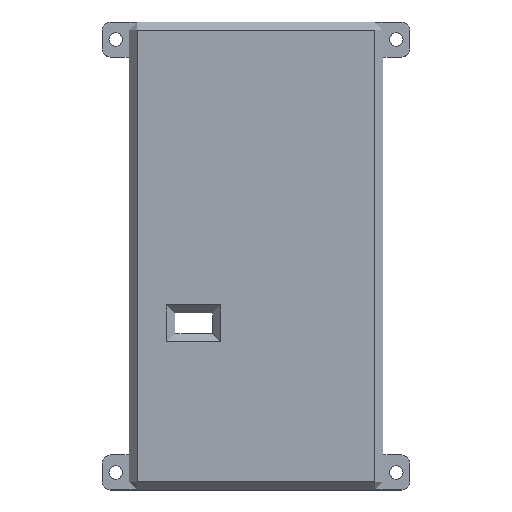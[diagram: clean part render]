
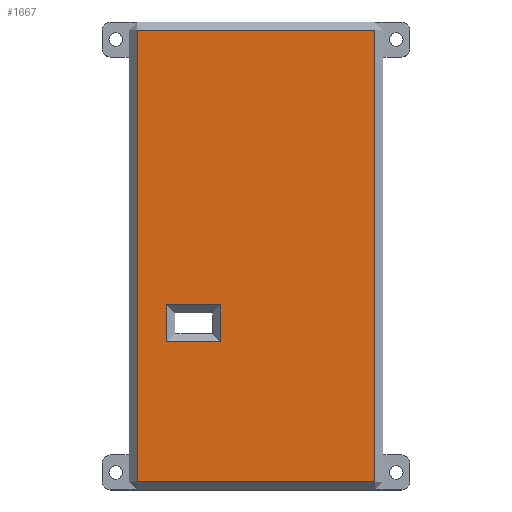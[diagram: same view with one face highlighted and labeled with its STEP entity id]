
A CAD part, top view. The second image highlights one B-rep face of the part: STEP entity #1667.
In plain terms, the highlighted planar face has unit normal (0, 0, 1).
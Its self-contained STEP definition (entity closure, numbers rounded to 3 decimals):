
#36 = LINE ( 'NONE', #1322, #1996 ) ;
#63 = CARTESIAN_POINT ( 'NONE',  ( 41.34, 12.52, 8.5 ) ) ;
#102 = DIRECTION ( 'NONE',  ( 0., 1., 0. ) ) ;
#174 = DIRECTION ( 'NONE',  ( 0., -1., 0. ) ) ;
#331 = CARTESIAN_POINT ( 'NONE',  ( 42.84, -72.869, 8.5 ) ) ;
#337 = VERTEX_POINT ( 'NONE', #2447 ) ;
#398 = VECTOR ( 'NONE', #102, 1000. ) ;
#480 = DIRECTION ( 'NONE',  ( 0., 1., 0. ) ) ;
#557 = CARTESIAN_POINT ( 'NONE',  ( -2.765, 11.02, 8.5 ) ) ;
#575 = CARTESIAN_POINT ( 'NONE',  ( -2.765, -74.369, 8.5 ) ) ;
#741 = VERTEX_POINT ( 'NONE', #1713 ) ;
#743 = DIRECTION ( 'NONE',  ( 1., 0., 0. ) ) ;
#769 = EDGE_CURVE ( 'NONE', #741, #1130, #1701, .T. ) ;
#840 = VECTOR ( 'NONE', #480, 1000. ) ;
#851 = DIRECTION ( 'NONE',  ( 0., 0., -1. ) ) ;
#899 = EDGE_LOOP ( 'NONE', ( #2512, #1680, #2372, #1155 ) ) ;
#1078 = PLANE ( 'NONE',  #1809 ) ;
#1095 = DIRECTION ( 'NONE',  ( 0., -1., 0. ) ) ;
#1130 = VERTEX_POINT ( 'NONE', #2451 ) ;
#1137 = CARTESIAN_POINT ( 'NONE',  ( 41.34, -72.869, 8.5 ) ) ;
#1155 = ORIENTED_EDGE ( 'NONE', *, *, #2327, .T. ) ;
#1322 = CARTESIAN_POINT ( 'NONE',  ( -4.265, 11.02, 8.5 ) ) ;
#1325 = EDGE_CURVE ( 'NONE', #1988, #1961, #36, .T. ) ;
#1331 = DIRECTION ( 'NONE',  ( -1., 0., 0. ) ) ;
#1333 = EDGE_CURVE ( 'NONE', #2165, #1988, #2627, .T. ) ;
#1349 = VECTOR ( 'NONE', #174, 1000. ) ;
#1377 = CARTESIAN_POINT ( 'NONE',  ( 2.722, -46.859, 8.5 ) ) ;
#1410 = ORIENTED_EDGE ( 'NONE', *, *, #769, .T. ) ;
#1496 = FACE_BOUND ( 'NONE', #1980, .T. ) ;
#1512 = EDGE_CURVE ( 'NONE', #1733, #337, #1829, .T. ) ;
#1537 = EDGE_CURVE ( 'NONE', #337, #741, #2655, .T. ) ;
#1596 = CARTESIAN_POINT ( 'NONE',  ( 2.722, -43.434, 8.5 ) ) ;
#1667 = ADVANCED_FACE ( 'NONE', ( #1496, #1936 ), #1078, .F. ) ;
#1678 = VECTOR ( 'NONE', #1095, 1000. ) ;
#1680 = ORIENTED_EDGE ( 'NONE', *, *, #1325, .T. ) ;
#1701 = LINE ( 'NONE', #2743, #1678 ) ;
#1713 = CARTESIAN_POINT ( 'NONE',  ( 12.772, -40.009, 8.5 ) ) ;
#1733 = VERTEX_POINT ( 'NONE', #1377 ) ;
#1749 = EDGE_CURVE ( 'NONE', #1130, #1733, #2202, .T. ) ;
#1772 = CARTESIAN_POINT ( 'NONE',  ( 7.747, -46.859, 8.5 ) ) ;
#1776 = DIRECTION ( 'NONE',  ( -1., 0., 0. ) ) ;
#1809 = AXIS2_PLACEMENT_3D ( 'NONE', #2371, #851, #2127 ) ;
#1829 = LINE ( 'NONE', #1596, #398 ) ;
#1859 = DIRECTION ( 'NONE',  ( 1., 0., 0. ) ) ;
#1936 = FACE_OUTER_BOUND ( 'NONE', #899, .T. ) ;
#1961 = VERTEX_POINT ( 'NONE', #557 ) ;
#1980 = EDGE_LOOP ( 'NONE', ( #2033, #1410, #2008, #2286 ) ) ;
#1988 = VERTEX_POINT ( 'NONE', #2590 ) ;
#1996 = VECTOR ( 'NONE', #1776, 1000. ) ;
#2008 = ORIENTED_EDGE ( 'NONE', *, *, #1749, .T. ) ;
#2033 = ORIENTED_EDGE ( 'NONE', *, *, #1537, .T. ) ;
#2077 = CARTESIAN_POINT ( 'NONE',  ( -2.765, -72.869, 8.5 ) ) ;
#2127 = DIRECTION ( 'NONE',  ( 0., -1., 0. ) ) ;
#2132 = VECTOR ( 'NONE', #1331, 1000. ) ;
#2165 = VERTEX_POINT ( 'NONE', #1137 ) ;
#2202 = LINE ( 'NONE', #1772, #2132 ) ;
#2221 = CARTESIAN_POINT ( 'NONE',  ( 7.747, -40.009, 8.5 ) ) ;
#2238 = LINE ( 'NONE', #331, #2565 ) ;
#2286 = ORIENTED_EDGE ( 'NONE', *, *, #1512, .T. ) ;
#2327 = EDGE_CURVE ( 'NONE', #2396, #2165, #2238, .T. ) ;
#2371 = CARTESIAN_POINT ( 'NONE',  ( 7.747, -43.434, 8.5 ) ) ;
#2372 = ORIENTED_EDGE ( 'NONE', *, *, #2467, .T. ) ;
#2396 = VERTEX_POINT ( 'NONE', #2077 ) ;
#2436 = VECTOR ( 'NONE', #743, 1000. ) ;
#2447 = CARTESIAN_POINT ( 'NONE',  ( 2.722, -40.009, 8.5 ) ) ;
#2451 = CARTESIAN_POINT ( 'NONE',  ( 12.772, -46.859, 8.5 ) ) ;
#2467 = EDGE_CURVE ( 'NONE', #1961, #2396, #2695, .T. ) ;
#2512 = ORIENTED_EDGE ( 'NONE', *, *, #1333, .T. ) ;
#2565 = VECTOR ( 'NONE', #1859, 1000. ) ;
#2590 = CARTESIAN_POINT ( 'NONE',  ( 41.34, 11.02, 8.5 ) ) ;
#2627 = LINE ( 'NONE', #63, #840 ) ;
#2655 = LINE ( 'NONE', #2221, #2436 ) ;
#2695 = LINE ( 'NONE', #575, #1349 ) ;
#2743 = CARTESIAN_POINT ( 'NONE',  ( 12.772, -43.434, 8.5 ) ) ;
